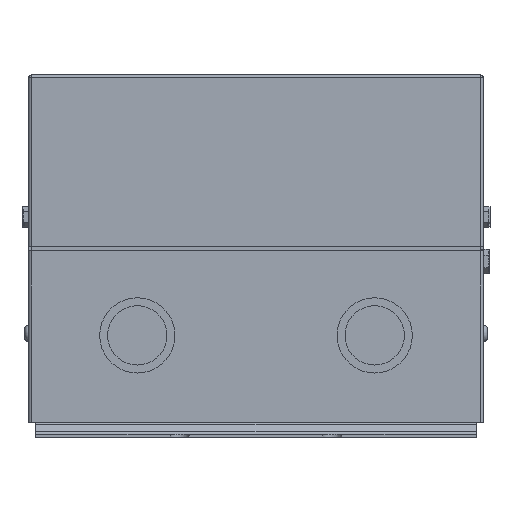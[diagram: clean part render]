
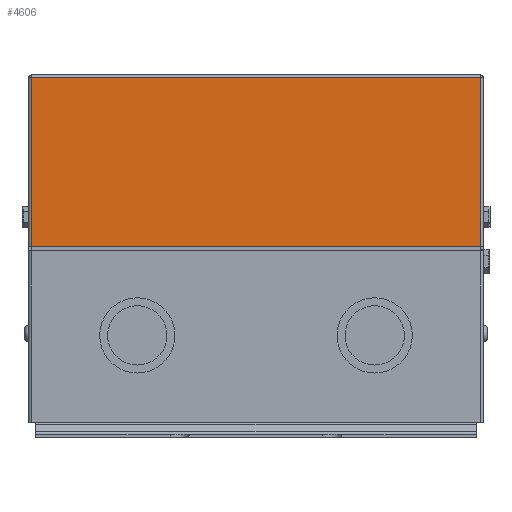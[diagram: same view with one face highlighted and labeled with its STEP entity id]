
A CAD part, front view. The second image highlights one B-rep face of the part: STEP entity #4606.
In plain terms, the highlighted planar face has unit normal (0, -1, 0).
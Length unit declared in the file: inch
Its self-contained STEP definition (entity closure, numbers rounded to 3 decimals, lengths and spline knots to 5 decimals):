
#163 = LINE ( 'NONE', #358, #5636 ) ;
#179 = CARTESIAN_POINT ( 'NONE',  ( 3.31, -10.64, -0.04 ) ) ;
#358 = CARTESIAN_POINT ( 'NONE',  ( 3.35, -10.64, -2.535 ) ) ;
#373 = ORIENTED_EDGE ( 'NONE', *, *, #5422, .T. ) ;
#453 = DIRECTION ( 'NONE',  ( 0., 0., -1. ) ) ;
#665 = VECTOR ( 'NONE', #453, 39.37008 ) ;
#676 = CARTESIAN_POINT ( 'NONE',  ( 3.35, -10.64, 0. ) ) ;
#909 = CARTESIAN_POINT ( 'NONE',  ( 3.31, -10.64, 0. ) ) ;
#1175 = PLANE ( 'NONE',  #5089 ) ;
#1414 = CARTESIAN_POINT ( 'NONE',  ( -3.31, -10.64, -0.04 ) ) ;
#1439 = EDGE_CURVE ( 'NONE', #6093, #2812, #5140, .T. ) ;
#1745 = DIRECTION ( 'NONE',  ( 0., 0., 1. ) ) ;
#2429 = ORIENTED_EDGE ( 'NONE', *, *, #1439, .T. ) ;
#2440 = LINE ( 'NONE', #5260, #4031 ) ;
#2608 = DIRECTION ( 'NONE',  ( -1., 0., 0. ) ) ;
#2812 = VERTEX_POINT ( 'NONE', #179 ) ;
#2901 = FACE_OUTER_BOUND ( 'NONE', #3737, .T. ) ;
#2988 = DIRECTION ( 'NONE',  ( 1., 0., 0. ) ) ;
#2993 = DIRECTION ( 'NONE',  ( 0., 0., 1. ) ) ;
#3412 = CARTESIAN_POINT ( 'NONE',  ( 3.31, -10.64, -2.535 ) ) ;
#3413 = EDGE_CURVE ( 'NONE', #2812, #4026, #2440, .T. ) ;
#3649 = LINE ( 'NONE', #6288, #665 ) ;
#3737 = EDGE_LOOP ( 'NONE', ( #5207, #2429, #5777, #373 ) ) ;
#4026 = VERTEX_POINT ( 'NONE', #1414 ) ;
#4031 = VECTOR ( 'NONE', #2608, 39.37008 ) ;
#4606 = ADVANCED_FACE ( 'NONE', ( #2901 ), #1175, .F. ) ;
#4913 = DIRECTION ( 'NONE',  ( 0., 1., 0. ) ) ;
#4930 = VERTEX_POINT ( 'NONE', #5715 ) ;
#5089 = AXIS2_PLACEMENT_3D ( 'NONE', #676, #4913, #1745 ) ;
#5140 = LINE ( 'NONE', #909, #6520 ) ;
#5207 = ORIENTED_EDGE ( 'NONE', *, *, #6645, .T. ) ;
#5260 = CARTESIAN_POINT ( 'NONE',  ( 3.35, -10.64, -0.04 ) ) ;
#5422 = EDGE_CURVE ( 'NONE', #4026, #4930, #3649, .T. ) ;
#5636 = VECTOR ( 'NONE', #2988, 39.37008 ) ;
#5715 = CARTESIAN_POINT ( 'NONE',  ( -3.31, -10.64, -2.535 ) ) ;
#5777 = ORIENTED_EDGE ( 'NONE', *, *, #3413, .T. ) ;
#6093 = VERTEX_POINT ( 'NONE', #3412 ) ;
#6288 = CARTESIAN_POINT ( 'NONE',  ( -3.31, -10.64, 0. ) ) ;
#6520 = VECTOR ( 'NONE', #2993, 39.37008 ) ;
#6645 = EDGE_CURVE ( 'NONE', #4930, #6093, #163, .T. ) ;
